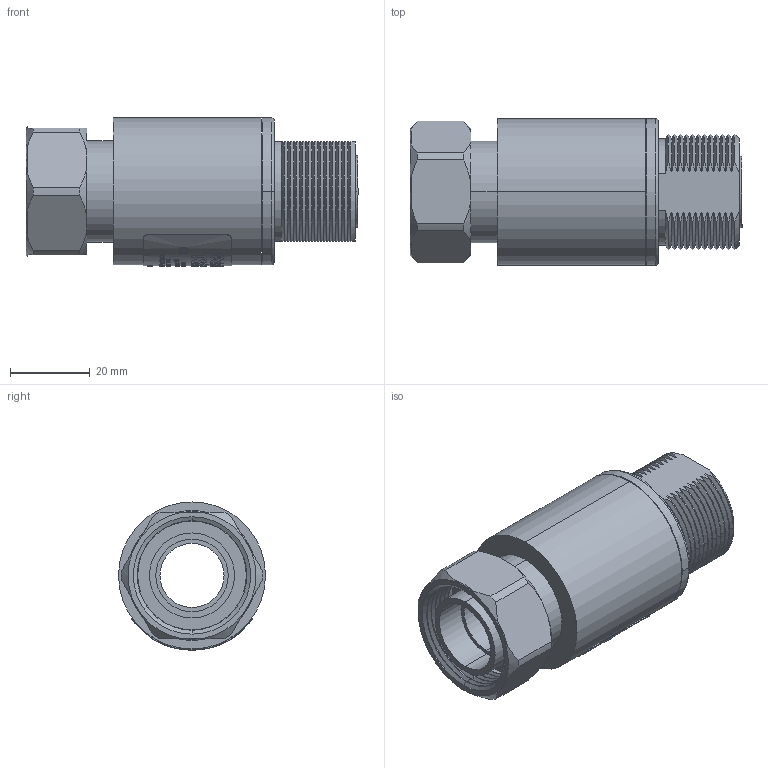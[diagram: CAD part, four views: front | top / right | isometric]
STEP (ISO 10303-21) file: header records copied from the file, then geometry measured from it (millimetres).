
FILE_DESCRIPTION (( 'STEP AP214' ), '1' );
FILE_NAME ('TSX-DFM.STEP', '2019-07-30T19:36:58', ( '' ), ( '' ), 'SwSTEP 2.0', 'SolidWorks 2019', '' );
FILE_SCHEMA (( 'AUTOMOTIVE_DESIGN' ));
Length unit declared in the file: inch
Products named in the file (11): 7020-3424; 5800-0172; 1729-0040; 5800-0173; TSX-DFM; 5800-0171_5800-0171; 5800-0171
Assembly tree (5 placements, depth 2):
  5800-0172
  1729-0040
  5800-0173
  TSX-DFM
    5800-0171_5800-0171
    5800-0172
    5800-0173
    1729-0040
    7020-3424
  5800-0171
Bounding box: 83.16 x 36.83 x 37.11 mm (x, y, z)
Volume: 45013.2 mm3; surface area: 28193.1 mm2
Topology: 5 solids, 5 shells, 2003 faces, 5415 edges, 3573 vertices
Faces by surface type: bspline 1040, plane 524, cylinder 301, cone 120, torus 18
Entity records: 126994 total; most frequent: CARTESIAN_POINT 64286, ORIENTED_EDGE 10830, EDGE_CURVE 5415, DIRECTION 4914, VERTEX_POINT 3573, B_SPLINE_CURVE_WITH_KNOTS 3394, EDGE_LOOP 2162, FACE_OUTER_BOUND 2003
